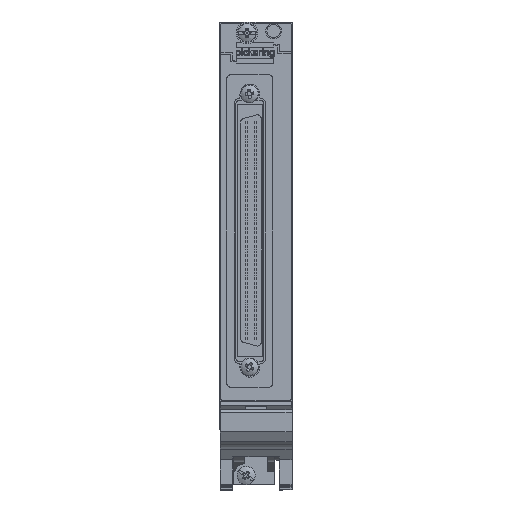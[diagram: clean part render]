
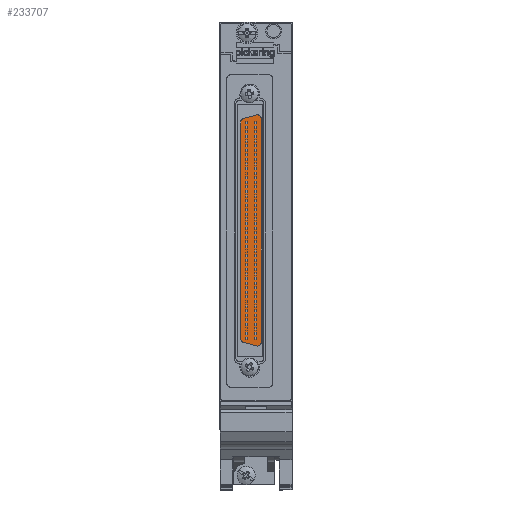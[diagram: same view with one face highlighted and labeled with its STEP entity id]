
A CAD part, top view. The second image highlights one B-rep face of the part: STEP entity #233707.
In plain terms, the highlighted planar face has unit normal (0, 0, 1).
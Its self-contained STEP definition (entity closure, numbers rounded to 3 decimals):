
#1826 = EDGE_CURVE ( 'NONE', #183348, #183345, #208377, .T. ) ;
#1829 = EDGE_CURVE ( 'NONE', #183355, #183348, #208373, .T. ) ;
#1831 = EDGE_CURVE ( 'NONE', #183352, #183355, #208380, .T. ) ;
#1833 = EDGE_CURVE ( 'NONE', #183350, #183352, #208381, .T. ) ;
#1835 = EDGE_CURVE ( 'NONE', #183359, #183350, #208383, .T. ) ;
#1837 = EDGE_CURVE ( 'NONE', #183334, #183359, #208384, .T. ) ;
#1839 = EDGE_CURVE ( 'NONE', #183317, #183334, #208386, .T. ) ;
#1841 = EDGE_CURVE ( 'NONE', #183345, #183317, #208387, .T. ) ;
#107075 = AXIS2_PLACEMENT_3D ( 'NONE', #115009, #115013, #115018 ) ;
#114913 = PLANE ( 'NONE',  #107075 ) ;
#115009 = CARTESIAN_POINT ( 'NONE',  ( 1.052, -24.695, 11.548 ) ) ;
#115013 = DIRECTION ( 'NONE',  ( 0., 0., 1. ) ) ;
#115018 = DIRECTION ( 'NONE',  ( 0., -1., 0. ) ) ;
#116278 = EDGE_LOOP ( 'NONE', ( #287837, #287839, #287841, #287843, #287844, #287845, #287847, #287849 ) ) ;
#123442 = FACE_OUTER_BOUND ( 'NONE', #116278, .T. ) ;
#183317 = VERTEX_POINT ( 'NONE', #235385 ) ;
#183334 = VERTEX_POINT ( 'NONE', #235404 ) ;
#183345 = VERTEX_POINT ( 'NONE', #235413 ) ;
#183348 = VERTEX_POINT ( 'NONE', #235416 ) ;
#183350 = VERTEX_POINT ( 'NONE', #235418 ) ;
#183352 = VERTEX_POINT ( 'NONE', #235421 ) ;
#183355 = VERTEX_POINT ( 'NONE', #235424 ) ;
#183359 = VERTEX_POINT ( 'NONE', #235427 ) ;
#200303 = DIRECTION ( 'NONE',  ( 0.966, -0.259, 0. ) ) ;
#200317 = CARTESIAN_POINT ( 'NONE',  ( 0.793, -25.661, 11.548 ) ) ;
#200335 = DIRECTION ( 'NONE',  ( 0., -1., 0. ) ) ;
#200356 = CARTESIAN_POINT ( 'NONE',  ( -3.648, -23.704, 11.548 ) ) ;
#200363 = CARTESIAN_POINT ( 'NONE',  ( 0.793, 38.331, 11.548 ) ) ;
#200366 = DIRECTION ( 'NONE',  ( -0.966, -0.259, 0. ) ) ;
#200369 = CARTESIAN_POINT ( 'NONE',  ( -2.648, -23.704, 11.548 ) ) ;
#200373 = DIRECTION ( 'NONE',  ( 0., 0., 1. ) ) ;
#200375 = DIRECTION ( 'NONE',  ( 0., -1., 0. ) ) ;
#200383 = CARTESIAN_POINT ( 'NONE',  ( 2.052, 37.365, 11.548 ) ) ;
#200390 = DIRECTION ( 'NONE',  ( 0., 1., 0. ) ) ;
#200395 = CARTESIAN_POINT ( 'NONE',  ( -2.648, 36.373, 11.548 ) ) ;
#200398 = DIRECTION ( 'NONE',  ( 0., 0., 1. ) ) ;
#200403 = DIRECTION ( 'NONE',  ( 0., 1., 0. ) ) ;
#200421 = CARTESIAN_POINT ( 'NONE',  ( 1.052, 37.365, 11.548 ) ) ;
#200425 = DIRECTION ( 'NONE',  ( 0., 0., 1. ) ) ;
#200428 = DIRECTION ( 'NONE',  ( 0., 1., 0. ) ) ;
#200445 = CARTESIAN_POINT ( 'NONE',  ( 1.052, -24.695, 11.548 ) ) ;
#200450 = DIRECTION ( 'NONE',  ( 0., 0., 1. ) ) ;
#200454 = DIRECTION ( 'NONE',  ( 0., -1., 0. ) ) ;
#208373 = CIRCLE ( 'NONE', #271193, 1. ) ;
#208377 = LINE ( 'NONE', #200317, #208379 ) ;
#208379 = VECTOR ( 'NONE', #200303, 1000. ) ;
#208380 = LINE ( 'NONE', #200356, #208382 ) ;
#208381 = CIRCLE ( 'NONE', #271197, 1. ) ;
#208382 = VECTOR ( 'NONE', #200335, 1000. ) ;
#208383 = LINE ( 'NONE', #200363, #208385 ) ;
#208384 = CIRCLE ( 'NONE', #271200, 1. ) ;
#208385 = VECTOR ( 'NONE', #200366, 1000. ) ;
#208386 = LINE ( 'NONE', #200383, #208388 ) ;
#208387 = CIRCLE ( 'NONE', #271204, 1. ) ;
#208388 = VECTOR ( 'NONE', #200390, 1000. ) ;
#233707 = ADVANCED_FACE ( 'NONE', ( #123442 ), #114913, .T. ) ;
#235385 = CARTESIAN_POINT ( 'NONE',  ( 2.052, -24.695, 11.548 ) ) ;
#235404 = CARTESIAN_POINT ( 'NONE',  ( 2.052, 37.365, 11.548 ) ) ;
#235413 = CARTESIAN_POINT ( 'NONE',  ( 0.793, -25.661, 11.548 ) ) ;
#235416 = CARTESIAN_POINT ( 'NONE',  ( -2.907, -24.67, 11.548 ) ) ;
#235418 = CARTESIAN_POINT ( 'NONE',  ( -2.907, 37.339, 11.548 ) ) ;
#235421 = CARTESIAN_POINT ( 'NONE',  ( -3.648, 36.373, 11.548 ) ) ;
#235424 = CARTESIAN_POINT ( 'NONE',  ( -3.648, -23.704, 11.548 ) ) ;
#235427 = CARTESIAN_POINT ( 'NONE',  ( 0.793, 38.331, 11.548 ) ) ;
#271193 = AXIS2_PLACEMENT_3D ( 'NONE', #200369, #200373, #200375 ) ;
#271197 = AXIS2_PLACEMENT_3D ( 'NONE', #200395, #200398, #200403 ) ;
#271200 = AXIS2_PLACEMENT_3D ( 'NONE', #200421, #200425, #200428 ) ;
#271204 = AXIS2_PLACEMENT_3D ( 'NONE', #200445, #200450, #200454 ) ;
#287837 = ORIENTED_EDGE ( 'NONE', *, *, #1841, .T. ) ;
#287839 = ORIENTED_EDGE ( 'NONE', *, *, #1839, .T. ) ;
#287841 = ORIENTED_EDGE ( 'NONE', *, *, #1837, .T. ) ;
#287843 = ORIENTED_EDGE ( 'NONE', *, *, #1835, .T. ) ;
#287844 = ORIENTED_EDGE ( 'NONE', *, *, #1833, .T. ) ;
#287845 = ORIENTED_EDGE ( 'NONE', *, *, #1831, .T. ) ;
#287847 = ORIENTED_EDGE ( 'NONE', *, *, #1829, .T. ) ;
#287849 = ORIENTED_EDGE ( 'NONE', *, *, #1826, .T. ) ;
